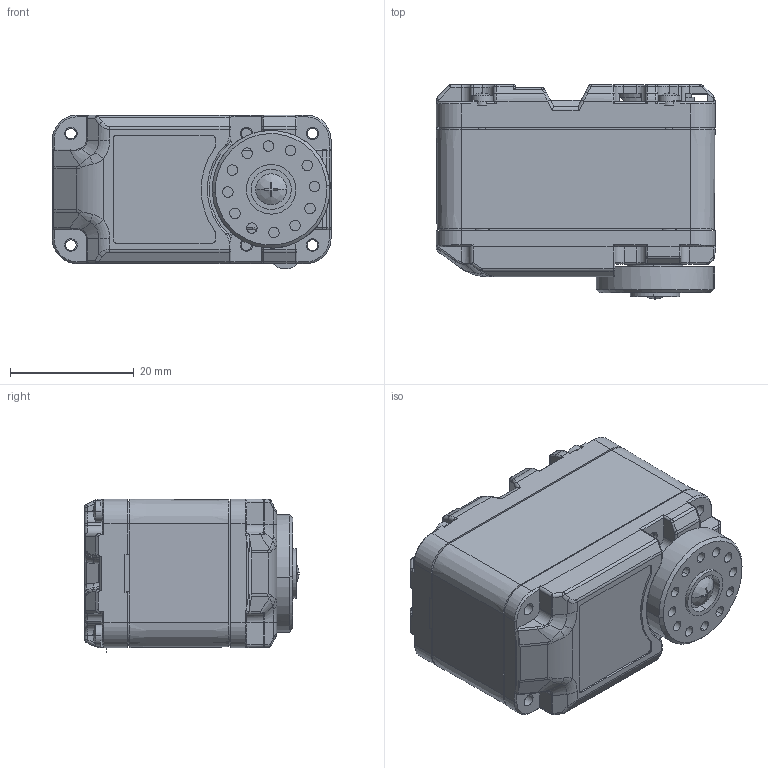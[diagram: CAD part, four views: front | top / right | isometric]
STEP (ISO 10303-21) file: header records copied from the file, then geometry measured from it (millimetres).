
FILE_DESCRIPTION((''),'2;1');
FILE_NAME('SERVO_ASM','2011-03-14T',('Administrator'),(''),'PRO/ENGINEER BY PARAMETRIC TECHNOLOGY CORPORATION, 2010330','PRO/ENGINEER BY PARAMETRIC TECHNOLOGY CORPORATION, 2010330','');
FILE_SCHEMA(('CONFIG_CONTROL_DESIGN'));
Products named in the file (12): CASE_228; TOP_191; MR106_9; BOTTOM_CASE_290; HORN_44; KSB1023A_T2X25NI_147; INNER_NUT_14; KSB1023A_M2_5X8Z_147; LED_LENSE_101; TORQUE_VERSION_12_017_ASM_223_A_ASM; TORQUE_VERSION_12_017_ASM_ASM_ASM; SERVO_ASM
Assembly tree (19 placements, depth 4):
  SERVO_ASM
    TORQUE_VERSION_12_017_ASM_ASM_ASM
      TORQUE_VERSION_12_017_ASM_223_A_ASM
        CASE_228
        TOP_191
        MR106_9
        BOTTOM_CASE_290
        HORN_44
        KSB1023A_T2X25NI_147  x4
        INNER_NUT_14  x6
        KSB1023A_M2_5X8Z_147
        LED_LENSE_101
Bounding box: 45.1 x 34.66 x 24.86 mm (x, y, z)
Volume: 11372.8 mm3; surface area: 18763.3 mm2
Topology: 17 solids, 18 shells, 2218 faces, 6056 edges, 3896 vertices
Faces by surface type: plane 1174, cylinder 690, cone 135, bspline 100, torus 89, sphere 30
Entity records: 69683 total; most frequent: CARTESIAN_POINT 16705, ORIENTED_EDGE 11219, DIRECTION 10991, EDGE_CURVE 5610, AXIS2_PLACEMENT_3D 3750, VERTEX_POINT 3635, VECTOR 3491, LINE 3491
